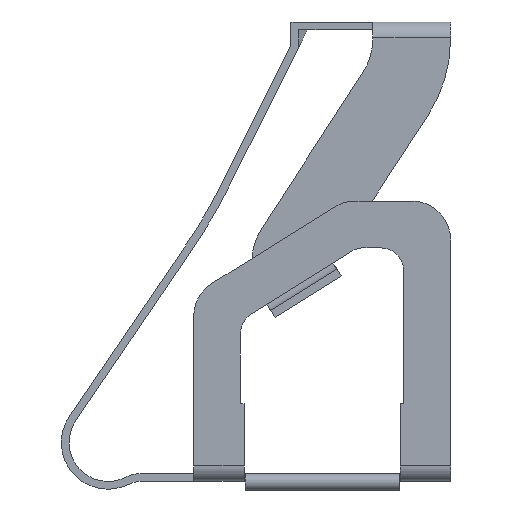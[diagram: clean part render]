
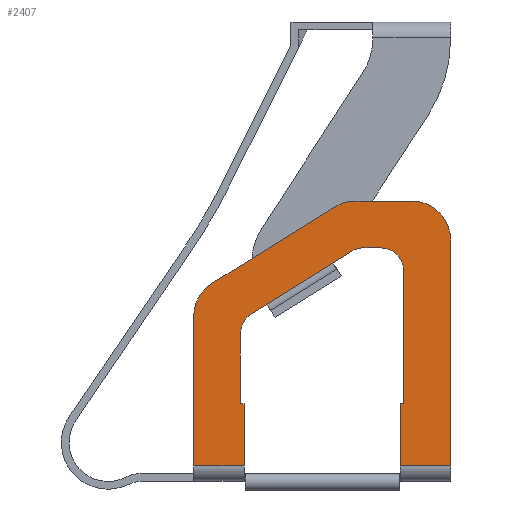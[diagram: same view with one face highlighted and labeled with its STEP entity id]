
A CAD part, front view. The second image highlights one B-rep face of the part: STEP entity #2407.
In plain terms, the highlighted face is planar.
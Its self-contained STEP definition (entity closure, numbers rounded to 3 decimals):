
#34=CIRCLE('',#2554,0.3);
#36=CIRCLE('',#2557,0.5);
#37=CIRCLE('',#2558,0.5);
#38=CIRCLE('',#2559,0.5);
#39=CIRCLE('',#2560,0.3);
#40=CIRCLE('',#2561,0.3);
#232=ORIENTED_EDGE('',*,*,#962,.F.);
#233=ORIENTED_EDGE('',*,*,#956,.F.);
#234=ORIENTED_EDGE('',*,*,#963,.F.);
#235=ORIENTED_EDGE('',*,*,#964,.T.);
#236=ORIENTED_EDGE('',*,*,#965,.F.);
#237=ORIENTED_EDGE('',*,*,#966,.T.);
#238=ORIENTED_EDGE('',*,*,#967,.F.);
#239=ORIENTED_EDGE('',*,*,#968,.T.);
#240=ORIENTED_EDGE('',*,*,#969,.F.);
#241=ORIENTED_EDGE('',*,*,#970,.T.);
#242=ORIENTED_EDGE('',*,*,#971,.T.);
#243=ORIENTED_EDGE('',*,*,#972,.F.);
#244=ORIENTED_EDGE('',*,*,#959,.T.);
#245=ORIENTED_EDGE('',*,*,#973,.F.);
#246=ORIENTED_EDGE('',*,*,#974,.T.);
#247=ORIENTED_EDGE('',*,*,#975,.T.);
#248=ORIENTED_EDGE('',*,*,#976,.T.);
#249=ORIENTED_EDGE('',*,*,#977,.T.);
#250=ORIENTED_EDGE('',*,*,#978,.T.);
#251=ORIENTED_EDGE('',*,*,#979,.T.);
#956=EDGE_CURVE('',#1318,#1319,#1563,.T.);
#959=EDGE_CURVE('',#1322,#1320,#34,.T.);
#962=EDGE_CURVE('',#1319,#1324,#1566,.T.);
#963=EDGE_CURVE('',#1325,#1318,#36,.T.);
#964=EDGE_CURVE('',#1325,#1326,#1567,.T.);
#965=EDGE_CURVE('',#1327,#1326,#37,.T.);
#966=EDGE_CURVE('',#1327,#1328,#1568,.T.);
#967=EDGE_CURVE('',#1329,#1328,#38,.T.);
#968=EDGE_CURVE('',#1329,#1330,#1569,.T.);
#969=EDGE_CURVE('',#1331,#1330,#1570,.T.);
#970=EDGE_CURVE('',#1331,#1332,#1571,.T.);
#971=EDGE_CURVE('',#1332,#1333,#1572,.T.);
#972=EDGE_CURVE('',#1322,#1333,#1573,.T.);
#973=EDGE_CURVE('',#1334,#1320,#1574,.T.);
#974=EDGE_CURVE('',#1334,#1335,#39,.T.);
#975=EDGE_CURVE('',#1335,#1336,#1575,.T.);
#976=EDGE_CURVE('',#1336,#1337,#40,.T.);
#977=EDGE_CURVE('',#1337,#1338,#1576,.T.);
#978=EDGE_CURVE('',#1338,#1339,#1577,.T.);
#979=EDGE_CURVE('',#1339,#1324,#1578,.T.);
#1318=VERTEX_POINT('',#3577);
#1319=VERTEX_POINT('',#3579);
#1320=VERTEX_POINT('',#3583);
#1322=VERTEX_POINT('',#3586);
#1324=VERTEX_POINT('',#3592);
#1325=VERTEX_POINT('',#3594);
#1326=VERTEX_POINT('',#3596);
#1327=VERTEX_POINT('',#3598);
#1328=VERTEX_POINT('',#3600);
#1329=VERTEX_POINT('',#3602);
#1330=VERTEX_POINT('',#3604);
#1331=VERTEX_POINT('',#3606);
#1332=VERTEX_POINT('',#3608);
#1333=VERTEX_POINT('',#3610);
#1334=VERTEX_POINT('',#3613);
#1335=VERTEX_POINT('',#3615);
#1336=VERTEX_POINT('',#3617);
#1337=VERTEX_POINT('',#3619);
#1338=VERTEX_POINT('',#3621);
#1339=VERTEX_POINT('',#3623);
#1563=LINE('',#3578,#1843);
#1566=LINE('',#3591,#1846);
#1567=LINE('',#3595,#1847);
#1568=LINE('',#3599,#1848);
#1569=LINE('',#3603,#1849);
#1570=LINE('',#3605,#1850);
#1571=LINE('',#3607,#1851);
#1572=LINE('',#3609,#1852);
#1573=LINE('',#3611,#1853);
#1574=LINE('',#3612,#1854);
#1575=LINE('',#3616,#1855);
#1576=LINE('',#3620,#1856);
#1577=LINE('',#3622,#1857);
#1578=LINE('',#3624,#1858);
#1843=VECTOR('',#2837,1000.);
#1846=VECTOR('',#2850,1000.);
#1847=VECTOR('',#2853,1000.);
#1848=VECTOR('',#2856,1000.);
#1849=VECTOR('',#2859,1000.);
#1850=VECTOR('',#2860,1000.);
#1851=VECTOR('',#2861,1000.);
#1852=VECTOR('',#2862,1000.);
#1853=VECTOR('',#2863,1000.);
#1854=VECTOR('',#2864,1000.);
#1855=VECTOR('',#2867,1000.);
#1856=VECTOR('',#2870,1000.);
#1857=VECTOR('',#2871,1000.);
#1858=VECTOR('',#2872,1000.);
#2083=EDGE_LOOP('',(#232,#233,#234,#235,#236,#237,#238,#239,#240,#241,#242,
#243,#244,#245,#246,#247,#248,#249,#250,#251));
#2205=FACE_BOUND('',#2083,.T.);
#2324=PLANE('',#2556);
#2407=ADVANCED_FACE('',(#2205),#2324,.F.);
#2554=AXIS2_PLACEMENT_3D('',#3585,#2843,#2844);
#2556=AXIS2_PLACEMENT_3D('',#3590,#2848,#2849);
#2557=AXIS2_PLACEMENT_3D('',#3593,#2851,#2852);
#2558=AXIS2_PLACEMENT_3D('',#3597,#2854,#2855);
#2559=AXIS2_PLACEMENT_3D('',#3601,#2857,#2858);
#2560=AXIS2_PLACEMENT_3D('',#3614,#2865,#2866);
#2561=AXIS2_PLACEMENT_3D('',#3618,#2868,#2869);
#2837=DIRECTION('',(0.,-1.,0.));
#2843=DIRECTION('',(0.,0.,1.));
#2844=DIRECTION('',(1.,0.,0.));
#2848=DIRECTION('',(0.,0.,1.));
#2849=DIRECTION('',(1.,0.,0.));
#2850=DIRECTION('',(1.,0.,0.));
#2851=DIRECTION('',(0.,0.,1.));
#2852=DIRECTION('',(1.,0.,0.));
#2853=DIRECTION('',(1.,0.,0.));
#2854=DIRECTION('',(0.,0.,1.));
#2855=DIRECTION('',(1.,0.,0.));
#2856=DIRECTION('',(0.848,-0.53,0.));
#2857=DIRECTION('',(0.,0.,1.));
#2858=DIRECTION('',(1.,0.,0.));
#2859=DIRECTION('',(0.,-1.,0.));
#2860=DIRECTION('',(1.,0.,0.));
#2861=DIRECTION('',(0.,1.,0.));
#2862=DIRECTION('',(1.,0.,0.));
#2863=DIRECTION('',(0.,-1.,0.));
#2864=DIRECTION('',(0.848,-0.53,0.));
#2865=DIRECTION('',(0.,0.,1.));
#2866=DIRECTION('',(1.,0.,0.));
#2867=DIRECTION('',(-1.,0.,0.));
#2868=DIRECTION('',(0.,0.,1.));
#2869=DIRECTION('',(1.,0.,0.));
#2870=DIRECTION('',(0.,-1.,0.));
#2871=DIRECTION('',(1.,0.,0.));
#2872=DIRECTION('',(0.,-1.,0.));
#3577=CARTESIAN_POINT('',(-4.429,17.667,-1.1));
#3578=CARTESIAN_POINT('',(-4.429,17.667,-1.1));
#3579=CARTESIAN_POINT('',(-4.429,14.767,-1.1));
#3583=CARTESIAN_POINT('',(-1.87,16.718,-1.1));
#3585=CARTESIAN_POINT('',(-2.029,16.463,-1.1));
#3586=CARTESIAN_POINT('',(-1.729,16.463,-1.1));
#3590=CARTESIAN_POINT('',(-15.,0.,-1.1));
#3591=CARTESIAN_POINT('',(-15.,14.767,-1.1));
#3592=CARTESIAN_POINT('',(-3.779,14.767,-1.1));
#3593=CARTESIAN_POINT('',(-3.929,17.667,-1.1));
#3594=CARTESIAN_POINT('',(-3.929,18.167,-1.1));
#3595=CARTESIAN_POINT('',(-4.429,18.167,-1.1));
#3596=CARTESIAN_POINT('',(-3.201,18.167,-1.1));
#3597=CARTESIAN_POINT('',(-3.201,17.667,-1.1));
#3598=CARTESIAN_POINT('',(-2.936,18.091,-1.1));
#3599=CARTESIAN_POINT('',(-1.364,17.109,-1.1));
#3600=CARTESIAN_POINT('',(-1.364,17.109,-1.1));
#3601=CARTESIAN_POINT('',(-1.629,16.685,-1.1));
#3602=CARTESIAN_POINT('',(-1.129,16.685,-1.1));
#3603=CARTESIAN_POINT('',(-1.129,16.685,-1.1));
#3604=CARTESIAN_POINT('',(-1.129,14.767,-1.1));
#3605=CARTESIAN_POINT('',(-15.,14.767,-1.1));
#3606=CARTESIAN_POINT('',(-1.779,14.767,-1.1));
#3607=CARTESIAN_POINT('',(-1.779,14.467,-1.1));
#3608=CARTESIAN_POINT('',(-1.779,15.567,-1.1));
#3609=CARTESIAN_POINT('',(-1.779,15.567,-1.1));
#3610=CARTESIAN_POINT('',(-1.729,15.567,-1.1));
#3611=CARTESIAN_POINT('',(-1.729,16.63,-1.1));
#3612=CARTESIAN_POINT('',(-1.87,16.718,-1.1));
#3613=CARTESIAN_POINT('',(-3.156,17.521,-1.1));
#3614=CARTESIAN_POINT('',(-3.315,17.267,-1.1));
#3615=CARTESIAN_POINT('',(-3.315,17.567,-1.1));
#3616=CARTESIAN_POINT('',(-3.529,17.567,-1.1));
#3617=CARTESIAN_POINT('',(-3.529,17.567,-1.1));
#3618=CARTESIAN_POINT('',(-3.529,17.267,-1.1));
#3619=CARTESIAN_POINT('',(-3.829,17.267,-1.1));
#3620=CARTESIAN_POINT('',(-3.829,17.567,-1.1));
#3621=CARTESIAN_POINT('',(-3.829,15.567,-1.1));
#3622=CARTESIAN_POINT('',(-3.829,15.567,-1.1));
#3623=CARTESIAN_POINT('',(-3.779,15.567,-1.1));
#3624=CARTESIAN_POINT('',(-3.779,15.567,-1.1));
